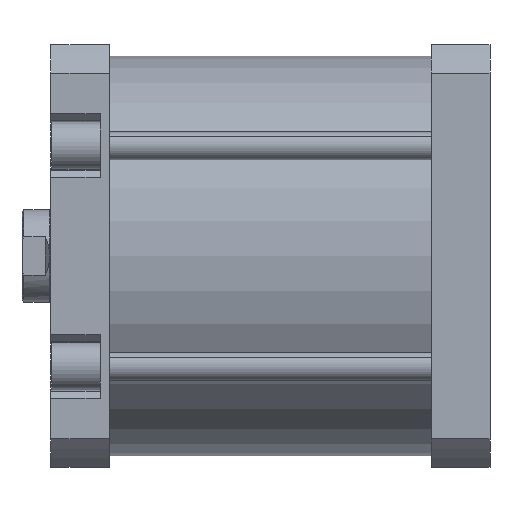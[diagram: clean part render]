
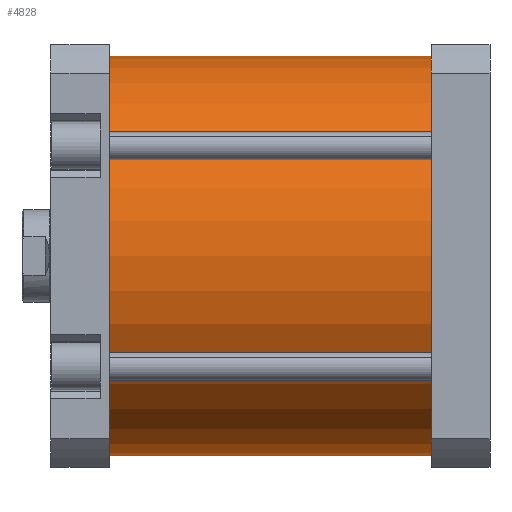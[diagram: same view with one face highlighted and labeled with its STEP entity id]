
A CAD part, front view. The second image highlights one B-rep face of the part: STEP entity #4828.
In plain terms, the highlighted cylindrical face has radius 85 mm (diameter 170 mm), a partial arc.
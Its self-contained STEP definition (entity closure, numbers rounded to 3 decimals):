
#126 = EDGE_CURVE ( 'NONE', #4378, #7335, #4127, .T. ) ;
#132 = EDGE_CURVE ( 'NONE', #7322, #4378, #4116, .T. ) ;
#198 = EDGE_CURVE ( 'NONE', #7322, #7327, #1645, .T. ) ;
#447 = EDGE_CURVE ( 'NONE', #7327, #7335, #1428, .T. ) ;
#688 = AXIS2_PLACEMENT_3D ( 'NONE', #4373, #4376, #4427 ) ;
#719 = AXIS2_PLACEMENT_3D ( 'NONE', #7160, #7141, #7142 ) ;
#1026 = AXIS2_PLACEMENT_3D ( 'NONE', #3120, #3097, #3100 ) ;
#1427 = VECTOR ( 'NONE', #5917, 1000. ) ;
#1428 = LINE ( 'NONE', #5916, #1427 ) ;
#1645 = CIRCLE ( 'NONE', #719, 85. ) ;
#2200 = FACE_OUTER_BOUND ( 'NONE', #6988, .T. ) ;
#2205 = CYLINDRICAL_SURFACE ( 'NONE', #1026, 85. ) ;
#3097 = DIRECTION ( 'NONE',  ( 0., 0., -1. ) ) ;
#3100 = DIRECTION ( 'NONE',  ( -1., 0., 0. ) ) ;
#3120 = CARTESIAN_POINT ( 'NONE',  ( 0., 0., 137. ) ) ;
#3837 = CARTESIAN_POINT ( 'NONE',  ( -85., 0., 137. ) ) ;
#3841 = CARTESIAN_POINT ( 'NONE',  ( 85., 0., 137. ) ) ;
#3847 = CARTESIAN_POINT ( 'NONE',  ( 85., 0., 0. ) ) ;
#4105 = VECTOR ( 'NONE', #4365, 1000. ) ;
#4116 = LINE ( 'NONE', #4374, #4105 ) ;
#4127 = CIRCLE ( 'NONE', #688, 85. ) ;
#4281 = ORIENTED_EDGE ( 'NONE', *, *, #126, .T. ) ;
#4282 = ORIENTED_EDGE ( 'NONE', *, *, #132, .T. ) ;
#4283 = ORIENTED_EDGE ( 'NONE', *, *, #198, .F. ) ;
#4284 = ORIENTED_EDGE ( 'NONE', *, *, #447, .F. ) ;
#4365 = DIRECTION ( 'NONE',  ( 0., 0., -1. ) ) ;
#4373 = CARTESIAN_POINT ( 'NONE',  ( 0., 0., 0. ) ) ;
#4374 = CARTESIAN_POINT ( 'NONE',  ( -85., 0., 137. ) ) ;
#4376 = DIRECTION ( 'NONE',  ( 0., 0., 1. ) ) ;
#4378 = VERTEX_POINT ( 'NONE', #6557 ) ;
#4427 = DIRECTION ( 'NONE',  ( 1., 0., 0. ) ) ;
#4828 = ADVANCED_FACE ( 'NONE', ( #2200 ), #2205, .T. ) ;
#5916 = CARTESIAN_POINT ( 'NONE',  ( 85., 0., 137. ) ) ;
#5917 = DIRECTION ( 'NONE',  ( 0., 0., -1. ) ) ;
#6557 = CARTESIAN_POINT ( 'NONE',  ( -85., 0., 0. ) ) ;
#6988 = EDGE_LOOP ( 'NONE', ( #4284, #4283, #4282, #4281 ) ) ;
#7141 = DIRECTION ( 'NONE',  ( 0., 0., 1. ) ) ;
#7142 = DIRECTION ( 'NONE',  ( 1., 0., 0. ) ) ;
#7160 = CARTESIAN_POINT ( 'NONE',  ( 0., 0., 137. ) ) ;
#7322 = VERTEX_POINT ( 'NONE', #3837 ) ;
#7327 = VERTEX_POINT ( 'NONE', #3841 ) ;
#7335 = VERTEX_POINT ( 'NONE', #3847 ) ;
